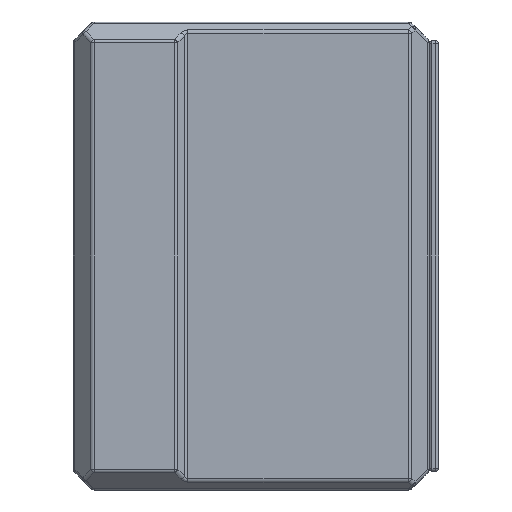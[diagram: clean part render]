
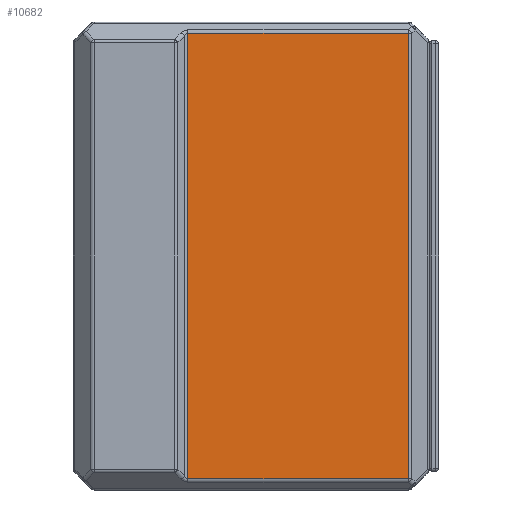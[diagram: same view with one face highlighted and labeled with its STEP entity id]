
A CAD part, left-side view. The second image highlights one B-rep face of the part: STEP entity #10682.
In plain terms, the highlighted planar face has unit normal (-1, 0, 0).
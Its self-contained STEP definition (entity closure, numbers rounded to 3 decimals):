
#166 = EDGE_CURVE ( 'NONE', #1383, #1759, #6592, .T. ) ;
#838 = ORIENTED_EDGE ( 'NONE', *, *, #6596, .T. ) ;
#914 = VECTOR ( 'NONE', #6827, 1000. ) ;
#1350 = CARTESIAN_POINT ( 'NONE',  ( -23., 10.793, -23.793 ) ) ;
#1383 = VERTEX_POINT ( 'NONE', #13176 ) ;
#1759 = VERTEX_POINT ( 'NONE', #1350 ) ;
#2324 = EDGE_LOOP ( 'NONE', ( #5950, #8295, #7077, #838 ) ) ;
#2440 = LINE ( 'NONE', #16366, #13238 ) ;
#3312 = VECTOR ( 'NONE', #7365, 1000. ) ;
#3335 = LINE ( 'NONE', #16622, #914 ) ;
#4204 = LINE ( 'NONE', #14169, #6423 ) ;
#5534 = CARTESIAN_POINT ( 'NONE',  ( -23., -12.793, -23.793 ) ) ;
#5941 = CARTESIAN_POINT ( 'NONE',  ( -23., 10.793, -24. ) ) ;
#5945 = EDGE_CURVE ( 'NONE', #9228, #1383, #3335, .T. ) ;
#5950 = ORIENTED_EDGE ( 'NONE', *, *, #5945, .T. ) ;
#6423 = VECTOR ( 'NONE', #9592, 1000. ) ;
#6592 = LINE ( 'NONE', #5941, #3312 ) ;
#6596 = EDGE_CURVE ( 'NONE', #8923, #9228, #2440, .T. ) ;
#6827 = DIRECTION ( 'NONE',  ( 0., 1., 0. ) ) ;
#7077 = ORIENTED_EDGE ( 'NONE', *, *, #12816, .T. ) ;
#7365 = DIRECTION ( 'NONE',  ( 0., 0., -1. ) ) ;
#7972 = CARTESIAN_POINT ( 'NONE',  ( -23., 0., 25. ) ) ;
#8051 = AXIS2_PLACEMENT_3D ( 'NONE', #7972, #9320, #10622 ) ;
#8295 = ORIENTED_EDGE ( 'NONE', *, *, #166, .T. ) ;
#8923 = VERTEX_POINT ( 'NONE', #5534 ) ;
#9228 = VERTEX_POINT ( 'NONE', #16579 ) ;
#9320 = DIRECTION ( 'NONE',  ( 1., 0., 0. ) ) ;
#9592 = DIRECTION ( 'NONE',  ( 0., -1., 0. ) ) ;
#10042 = DIRECTION ( 'NONE',  ( 0., 0., 1. ) ) ;
#10622 = DIRECTION ( 'NONE',  ( 0., 1., 0. ) ) ;
#10682 = ADVANCED_FACE ( 'NONE', ( #14401 ), #15042, .F. ) ;
#12816 = EDGE_CURVE ( 'NONE', #1759, #8923, #4204, .T. ) ;
#13176 = CARTESIAN_POINT ( 'NONE',  ( -23., 10.793, 23.793 ) ) ;
#13238 = VECTOR ( 'NONE', #10042, 1000. ) ;
#14169 = CARTESIAN_POINT ( 'NONE',  ( -23., 0., -23.793 ) ) ;
#14401 = FACE_OUTER_BOUND ( 'NONE', #2324, .T. ) ;
#15042 = PLANE ( 'NONE',  #8051 ) ;
#16366 = CARTESIAN_POINT ( 'NONE',  ( -23., -12.793, 25. ) ) ;
#16579 = CARTESIAN_POINT ( 'NONE',  ( -23., -12.793, 23.793 ) ) ;
#16622 = CARTESIAN_POINT ( 'NONE',  ( -23., 0., 23.793 ) ) ;
